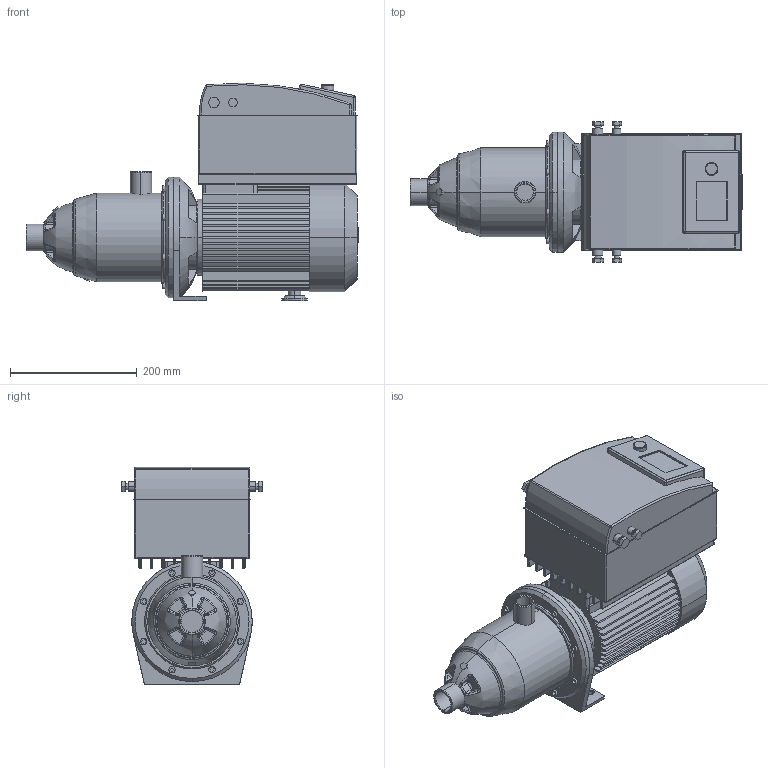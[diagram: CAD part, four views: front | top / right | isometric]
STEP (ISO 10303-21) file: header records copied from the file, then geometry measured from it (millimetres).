
FILE_DESCRIPTION((''),'2;1');
FILE_NAME('3d_MHIE406N-1_E_3-2-2G-4148418.stp','2013-12-06T13:29:52',(''),(''),'Mechanical Desktop 2009','Mechanical Desktop 2009',', , ');
FILE_SCHEMA(('CONFIG_CONTROL_DESIGN'));
Length unit declared in the file: millimetre
Products named in the file (1): Product
Bounding box: 524 x 222 x 343.46 mm (x, y, z)
Volume: 15103026.6 mm3; surface area: 863693.4 mm2
Topology: 10 solids, 10 shells, 840 faces, 2140 edges, 1299 vertices
Faces by surface type: plane 318, cylinder 301, bspline 125, sphere 58, torus 22, cone 16
Entity records: 28429 total; most frequent: CARTESIAN_POINT 8631, ORIENTED_EDGE 4144, DIRECTION 4035, EDGE_CURVE 2072, AXIS2_PLACEMENT_3D 1418, VERTEX_POINT 1299, VECTOR 1199, LINE 1199
